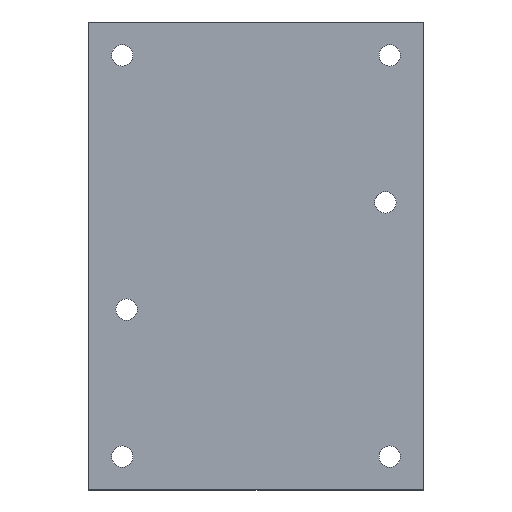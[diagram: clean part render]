
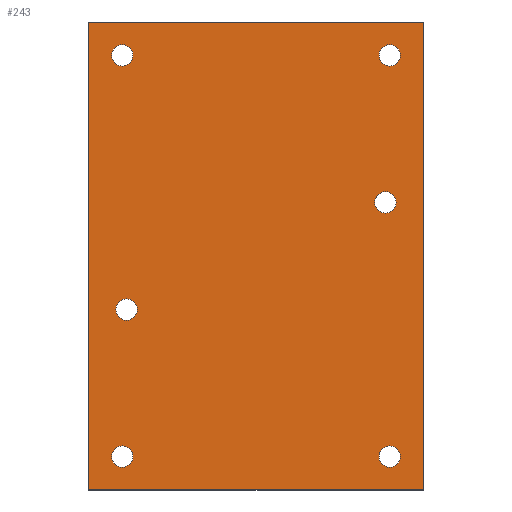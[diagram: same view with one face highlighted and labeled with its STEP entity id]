
A CAD part, top view. The second image highlights one B-rep face of the part: STEP entity #243.
In plain terms, the highlighted planar face has unit normal (0, 0, 1).
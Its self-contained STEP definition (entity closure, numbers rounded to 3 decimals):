
#15=FACE_BOUND('',#56,.T.);
#16=FACE_BOUND('',#57,.T.);
#17=FACE_BOUND('',#58,.T.);
#18=FACE_BOUND('',#59,.T.);
#19=FACE_BOUND('',#60,.T.);
#20=FACE_BOUND('',#61,.T.);
#31=PLANE('',#290);
#43=FACE_OUTER_BOUND('',#55,.T.);
#55=EDGE_LOOP('',(#207,#208,#209,#210));
#56=EDGE_LOOP('',(#211));
#57=EDGE_LOOP('',(#212));
#58=EDGE_LOOP('',(#213));
#59=EDGE_LOOP('',(#214));
#60=EDGE_LOOP('',(#215));
#61=EDGE_LOOP('',(#216));
#75=LINE('',#400,#93);
#79=LINE('',#408,#97);
#82=LINE('',#414,#100);
#85=LINE('',#419,#103);
#93=VECTOR('',#338,10.);
#97=VECTOR('',#344,10.);
#100=VECTOR('',#349,10.);
#103=VECTOR('',#354,10.);
#105=CIRCLE('',#269,1.6);
#107=CIRCLE('',#272,1.6);
#110=CIRCLE('',#276,1.6);
#112=CIRCLE('',#279,1.6);
#114=CIRCLE('',#282,1.6);
#116=CIRCLE('',#285,1.6);
#117=VERTEX_POINT('',#362);
#119=VERTEX_POINT('',#368);
#122=VERTEX_POINT('',#376);
#124=VERTEX_POINT('',#382);
#126=VERTEX_POINT('',#388);
#128=VERTEX_POINT('',#394);
#129=VERTEX_POINT('',#398);
#130=VERTEX_POINT('',#399);
#133=VERTEX_POINT('',#407);
#135=VERTEX_POINT('',#413);
#137=EDGE_CURVE('',#117,#117,#105,.T.);
#140=EDGE_CURVE('',#119,#119,#107,.T.);
#145=EDGE_CURVE('',#122,#122,#110,.T.);
#148=EDGE_CURVE('',#124,#124,#112,.T.);
#151=EDGE_CURVE('',#126,#126,#114,.T.);
#154=EDGE_CURVE('',#128,#128,#116,.T.);
#155=EDGE_CURVE('',#129,#130,#75,.T.);
#159=EDGE_CURVE('',#130,#133,#79,.T.);
#162=EDGE_CURVE('',#133,#135,#82,.T.);
#165=EDGE_CURVE('',#135,#129,#85,.T.);
#207=ORIENTED_EDGE('',*,*,#155,.F.);
#208=ORIENTED_EDGE('',*,*,#165,.F.);
#209=ORIENTED_EDGE('',*,*,#162,.F.);
#210=ORIENTED_EDGE('',*,*,#159,.F.);
#211=ORIENTED_EDGE('',*,*,#137,.T.);
#212=ORIENTED_EDGE('',*,*,#140,.T.);
#213=ORIENTED_EDGE('',*,*,#145,.T.);
#214=ORIENTED_EDGE('',*,*,#148,.T.);
#215=ORIENTED_EDGE('',*,*,#151,.T.);
#216=ORIENTED_EDGE('',*,*,#154,.T.);
#243=ADVANCED_FACE('',(#43,#15,#16,#17,#18,#19,#20),#31,.T.);
#269=AXIS2_PLACEMENT_3D('',#363,#296,#297);
#272=AXIS2_PLACEMENT_3D('',#369,#303,#304);
#276=AXIS2_PLACEMENT_3D('',#378,#313,#314);
#279=AXIS2_PLACEMENT_3D('',#384,#320,#321);
#282=AXIS2_PLACEMENT_3D('',#390,#327,#328);
#285=AXIS2_PLACEMENT_3D('',#396,#334,#335);
#290=AXIS2_PLACEMENT_3D('',#421,#356,#357);
#296=DIRECTION('center_axis',(0.,0.,-1.));
#297=DIRECTION('ref_axis',(1.,0.,0.));
#303=DIRECTION('center_axis',(0.,0.,-1.));
#304=DIRECTION('ref_axis',(1.,0.,0.));
#313=DIRECTION('center_axis',(0.,0.,-1.));
#314=DIRECTION('ref_axis',(-1.,0.,0.));
#320=DIRECTION('center_axis',(0.,0.,-1.));
#321=DIRECTION('ref_axis',(-1.,0.,0.));
#327=DIRECTION('center_axis',(0.,0.,-1.));
#328=DIRECTION('ref_axis',(-1.,0.,0.));
#334=DIRECTION('center_axis',(0.,0.,-1.));
#335=DIRECTION('ref_axis',(-1.,0.,0.));
#338=DIRECTION('',(0.,-1.,0.));
#344=DIRECTION('',(-1.,0.,0.));
#349=DIRECTION('',(0.,1.,0.));
#354=DIRECTION('',(1.,0.,0.));
#356=DIRECTION('center_axis',(0.,0.,1.));
#357=DIRECTION('ref_axis',(1.,0.,0.));
#362=CARTESIAN_POINT('',(-20.95,-8.015,1.));
#363=CARTESIAN_POINT('Origin',(-19.35,-8.015,1.));
#368=CARTESIAN_POINT('',(17.75,8.015,1.));
#369=CARTESIAN_POINT('Origin',(19.35,8.015,1.));
#376=CARTESIAN_POINT('',(21.6,-30.,1.));
#378=CARTESIAN_POINT('Origin',(20.,-30.,1.));
#382=CARTESIAN_POINT('',(-18.4,-30.,1.));
#384=CARTESIAN_POINT('Origin',(-20.,-30.,1.));
#388=CARTESIAN_POINT('',(21.6,30.,1.));
#390=CARTESIAN_POINT('Origin',(20.,30.,1.));
#394=CARTESIAN_POINT('',(-18.4,30.,1.));
#396=CARTESIAN_POINT('Origin',(-20.,30.,1.));
#398=CARTESIAN_POINT('',(25.,35.,1.));
#399=CARTESIAN_POINT('',(25.,-35.,1.));
#400=CARTESIAN_POINT('',(25.,35.,1.));
#407=CARTESIAN_POINT('',(-25.,-35.,1.));
#408=CARTESIAN_POINT('',(25.,-35.,1.));
#413=CARTESIAN_POINT('',(-25.,35.,1.));
#414=CARTESIAN_POINT('',(-25.,-35.,1.));
#419=CARTESIAN_POINT('',(-25.,35.,1.));
#421=CARTESIAN_POINT('Origin',(0.,0.,
1.));
